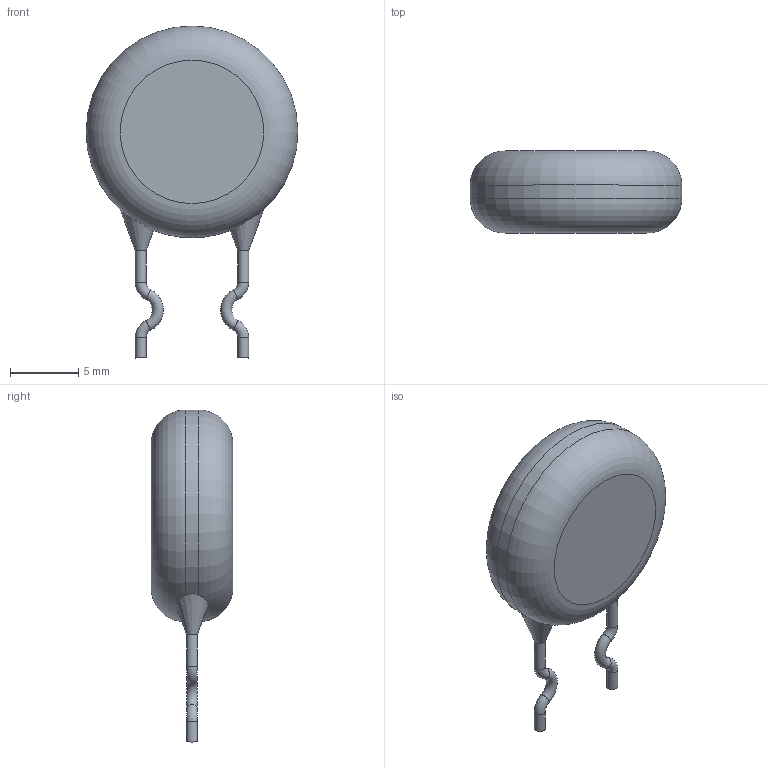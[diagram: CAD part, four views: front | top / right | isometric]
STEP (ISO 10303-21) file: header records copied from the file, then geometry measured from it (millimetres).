
FILE_DESCRIPTION(/* description */ (''),/* implementation_level */ '2;1');
FILE_NAME(/* name */ 'MF72-030D13.step',/* time_stamp */ '2019-09-03T16:00:07-04:00',/* author */ (''),/* organization */ (''),/* preprocessor_version */ 'ST-DEVELOPER v18',/* originating_system */ 'Autodesk Translation Framework v8.6.0.1094',/* authorisation */ '');
FILE_SCHEMA (('AUTOMOTIVE_DESIGN { 1 0 10303 214 3 1 1 }'));
Length unit declared in the file: millimetre
Products named in the file (1): MF72-030D13
Bounding box: 15.5 x 6 x 24.3 mm (x, y, z)
Volume: 1028 mm3; surface area: 617.1 mm2
Topology: 1 solids, 1 shells, 20 faces, 50 edges, 32 vertices
Faces by surface type: torus 8, cylinder 6, plane 4, cone 2
Full cylindrical faces by diameter (mm): 0.8 x4
Entity records: 773 total; most frequent: CARTESIAN_POINT 225, DIRECTION 116, ORIENTED_EDGE 100, AXIS2_PLACEMENT_3D 55, EDGE_CURVE 50, CIRCLE 34, VERTEX_POINT 32, FACE_OUTER_BOUND 20
